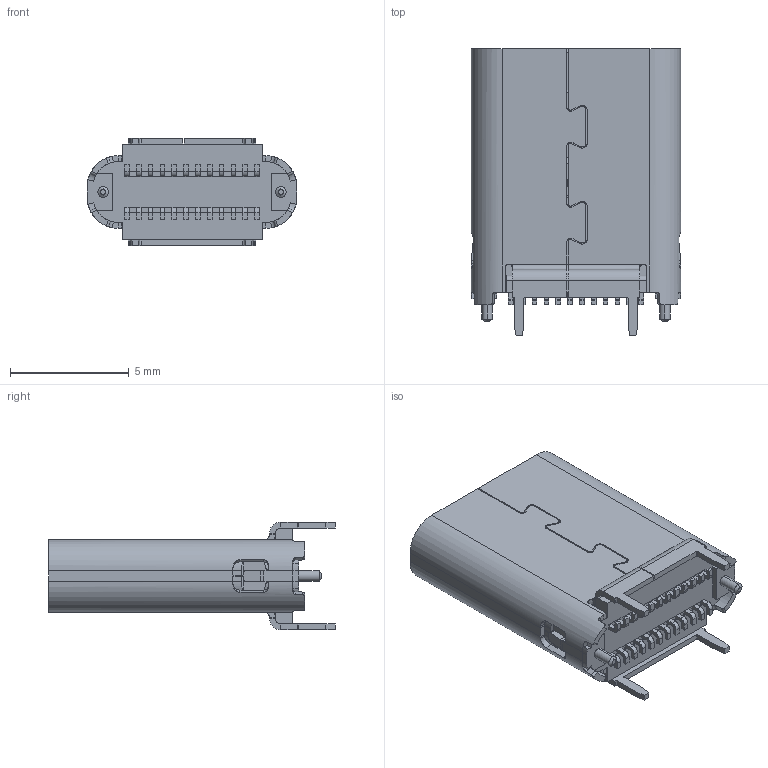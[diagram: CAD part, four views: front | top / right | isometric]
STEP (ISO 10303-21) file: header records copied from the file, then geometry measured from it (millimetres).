
FILE_DESCRIPTION (( 'STEP AP214' ), '1' );
FILE_NAME ('USB4070-30-B.STEP', '2020-02-26T05:16:15', ( '' ), ( '' ), 'SwSTEP 2.0', 'SolidWorks 2017', '' );
FILE_SCHEMA (( 'AUTOMOTIVE_DESIGN' ));
Length unit declared in the file: millimetre
Products named in the file (1): USB4070-30-B
Bounding box: 8.84 x 12.1 x 4.55 mm (x, y, z)
Volume: 170.4 mm3; surface area: 803.2 mm2
Topology: 53 solids, 53 shells, 1087 faces, 2773 edges, 1794 vertices
Faces by surface type: plane 861, cylinder 182, bspline 24, cone 20
Entity records: 34045 total; most frequent: CARTESIAN_POINT 7047, ORIENTED_EDGE 5546, DIRECTION 5209, EDGE_CURVE 2773, VECTOR 2277, LINE 2277, VERTEX_POINT 1794, AXIS2_PLACEMENT_3D 1466
